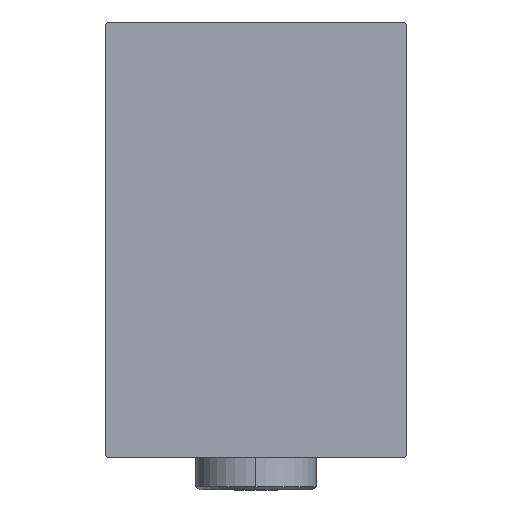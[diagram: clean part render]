
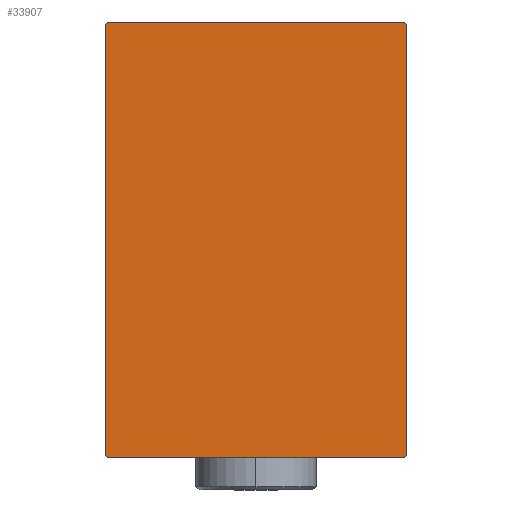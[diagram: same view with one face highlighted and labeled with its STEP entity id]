
A CAD part, left-side view. The second image highlights one B-rep face of the part: STEP entity #33907.
In plain terms, the highlighted face is planar.
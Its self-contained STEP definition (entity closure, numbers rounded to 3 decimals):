
#2174 = DIRECTION ( 'NONE',  ( 0., -0.707, 0.707 ) ) ;
#2592 = CARTESIAN_POINT ( 'NONE',  ( 70., -22.2, 32.5 ) ) ;
#3510 = AXIS2_PLACEMENT_3D ( 'NONE', #26031, #22684, #5724 ) ;
#4765 = VECTOR ( 'NONE', #32423, 1000. ) ;
#5434 = EDGE_LOOP ( 'NONE', ( #31848, #42174, #39699, #21288, #18227, #30519, #25840, #33699 ) ) ;
#5599 = LINE ( 'NONE', #18331, #30385 ) ;
#5724 = DIRECTION ( 'NONE',  ( 0., 0., -1. ) ) ;
#6921 = LINE ( 'NONE', #20537, #8603 ) ;
#7494 = EDGE_CURVE ( 'NONE', #25784, #26881, #5599, .T. ) ;
#8603 = VECTOR ( 'NONE', #43758, 1000. ) ;
#8639 = CARTESIAN_POINT ( 'NONE',  ( 70., 27.35, 27.35 ) ) ;
#9071 = PLANE ( 'NONE',  #3510 ) ;
#10206 = EDGE_CURVE ( 'NONE', #37967, #36995, #40486, .T. ) ;
#11131 = VECTOR ( 'NONE', #12249, 1000. ) ;
#11390 = LINE ( 'NONE', #42839, #11131 ) ;
#11950 = VECTOR ( 'NONE', #33601, 1000. ) ;
#12249 = DIRECTION ( 'NONE',  ( 0., 0., 1. ) ) ;
#13026 = CARTESIAN_POINT ( 'NONE',  ( 70., -27.35, -27.35 ) ) ;
#13825 = EDGE_CURVE ( 'NONE', #26504, #37967, #19340, .T. ) ;
#14286 = CARTESIAN_POINT ( 'NONE',  ( 70., 22.5, 32.2 ) ) ;
#15767 = FACE_OUTER_BOUND ( 'NONE', #5434, .T. ) ;
#17267 = EDGE_CURVE ( 'NONE', #32495, #38479, #40268, .T. ) ;
#18227 = ORIENTED_EDGE ( 'NONE', *, *, #10206, .T. ) ;
#18331 = CARTESIAN_POINT ( 'NONE',  ( 70., 27.35, -27.35 ) ) ;
#18604 = EDGE_CURVE ( 'NONE', #26881, #26504, #11390, .T. ) ;
#18621 = CARTESIAN_POINT ( 'NONE',  ( 70., -22.5, 32.2 ) ) ;
#19340 = LINE ( 'NONE', #8639, #39801 ) ;
#19538 = CARTESIAN_POINT ( 'NONE',  ( 70., -22.5, 32.5 ) ) ;
#19939 = CARTESIAN_POINT ( 'NONE',  ( 70., 22.5, 32.5 ) ) ;
#19948 = DIRECTION ( 'NONE',  ( 0., 0.707, -0.707 ) ) ;
#20537 = CARTESIAN_POINT ( 'NONE',  ( 70., -27.35, 27.35 ) ) ;
#21205 = EDGE_CURVE ( 'NONE', #38479, #25784, #22597, .T. ) ;
#21288 = ORIENTED_EDGE ( 'NONE', *, *, #13825, .T. ) ;
#21831 = CARTESIAN_POINT ( 'NONE',  ( 70., 22.5, -32.2 ) ) ;
#22465 = VECTOR ( 'NONE', #19948, 1000. ) ;
#22597 = LINE ( 'NONE', #43141, #4765 ) ;
#22684 = DIRECTION ( 'NONE',  ( 1., 0., 0. ) ) ;
#23287 = DIRECTION ( 'NONE',  ( 0., -1., 0. ) ) ;
#24677 = EDGE_CURVE ( 'NONE', #28326, #32495, #29380, .T. ) ;
#25784 = VERTEX_POINT ( 'NONE', #29823 ) ;
#25840 = ORIENTED_EDGE ( 'NONE', *, *, #24677, .T. ) ;
#26031 = CARTESIAN_POINT ( 'NONE',  ( 70., 0., 0. ) ) ;
#26504 = VERTEX_POINT ( 'NONE', #14286 ) ;
#26881 = VERTEX_POINT ( 'NONE', #21831 ) ;
#27581 = VECTOR ( 'NONE', #23287, 1000. ) ;
#28326 = VERTEX_POINT ( 'NONE', #18621 ) ;
#28989 = CARTESIAN_POINT ( 'NONE',  ( 70., -22.5, -32.2 ) ) ;
#29380 = LINE ( 'NONE', #19538, #11950 ) ;
#29823 = CARTESIAN_POINT ( 'NONE',  ( 70., 22.2, -32.5 ) ) ;
#30385 = VECTOR ( 'NONE', #31952, 1000. ) ;
#30519 = ORIENTED_EDGE ( 'NONE', *, *, #36423, .T. ) ;
#31848 = ORIENTED_EDGE ( 'NONE', *, *, #21205, .T. ) ;
#31952 = DIRECTION ( 'NONE',  ( 0., 0.707, 0.707 ) ) ;
#32423 = DIRECTION ( 'NONE',  ( 0., 1., 0. ) ) ;
#32495 = VERTEX_POINT ( 'NONE', #28989 ) ;
#33601 = DIRECTION ( 'NONE',  ( 0., 0., -1. ) ) ;
#33699 = ORIENTED_EDGE ( 'NONE', *, *, #17267, .T. ) ;
#33907 = ADVANCED_FACE ( 'NONE', ( #15767 ), #9071, .T. ) ;
#36423 = EDGE_CURVE ( 'NONE', #36995, #28326, #6921, .T. ) ;
#36995 = VERTEX_POINT ( 'NONE', #2592 ) ;
#37967 = VERTEX_POINT ( 'NONE', #38946 ) ;
#38479 = VERTEX_POINT ( 'NONE', #42148 ) ;
#38946 = CARTESIAN_POINT ( 'NONE',  ( 70., 22.2, 32.5 ) ) ;
#39699 = ORIENTED_EDGE ( 'NONE', *, *, #18604, .T. ) ;
#39801 = VECTOR ( 'NONE', #2174, 1000. ) ;
#40268 = LINE ( 'NONE', #13026, #22465 ) ;
#40486 = LINE ( 'NONE', #19939, #27581 ) ;
#42148 = CARTESIAN_POINT ( 'NONE',  ( 70., -22.2, -32.5 ) ) ;
#42174 = ORIENTED_EDGE ( 'NONE', *, *, #7494, .T. ) ;
#42839 = CARTESIAN_POINT ( 'NONE',  ( 70., 22.5, -32.5 ) ) ;
#43141 = CARTESIAN_POINT ( 'NONE',  ( 70., -22.5, -32.5 ) ) ;
#43758 = DIRECTION ( 'NONE',  ( 0., -0.707, -0.707 ) ) ;
